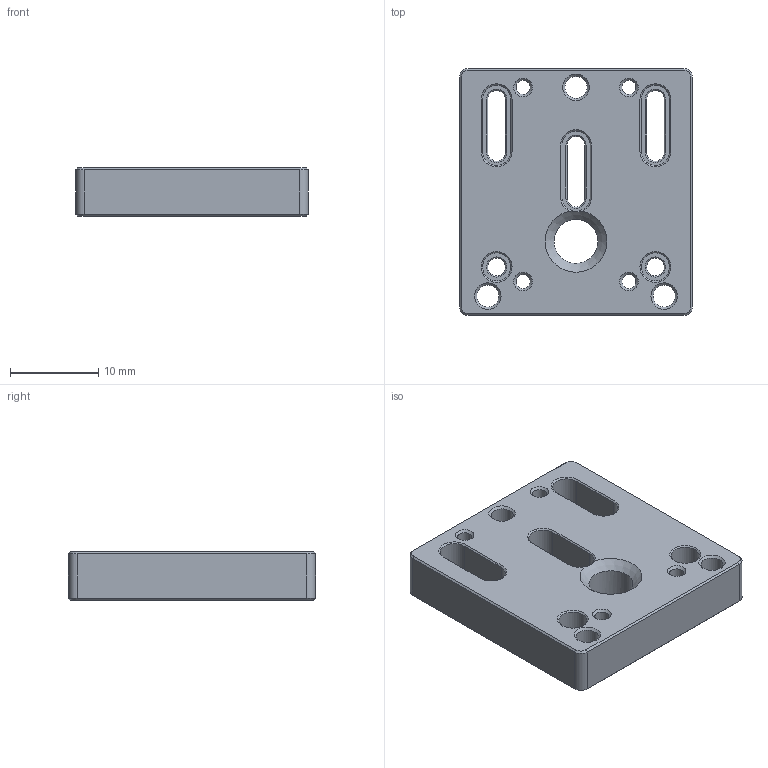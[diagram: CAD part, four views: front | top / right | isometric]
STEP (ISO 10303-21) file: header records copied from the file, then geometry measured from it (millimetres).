
FILE_DESCRIPTION(/* description */ (''),/* implementation_level */ '2;1');
FILE_NAME(/* name */ 'DRW-MECH-MQ-BRACKET-T-A.stp',/* time_stamp */ '2016-03-05T11:21:24+01:00',/* author */ (''),/* organization */ (''),/* preprocessor_version */ 'ST-DEVELOPER v15',/* originating_system */ 'SIEMENS PLM Software NX 8.5',/* authorisation */ '');
FILE_SCHEMA (('AUTOMOTIVE_DESIGN { 1 0 10303 214 3 1 1 1 }'));
Length unit declared in the file: millimetre
Products named in the file (1): MECH-MQ-BRACKET-T-A
Bounding box: 26.4 x 28 x 5.5 mm (x, y, z)
Volume: 3357.7 mm3; surface area: 2567 mm2
Topology: 1 solids, 1 shells, 125 faces, 285 edges, 166 vertices
Faces by surface type: plane 49, cone 48, cylinder 28
Full cylindrical faces by diameter (mm): 1.6 x4, 2 x2, 2.5 x3, 3.2 x2, 5 x1
Entity records: 3331 total; most frequent: DIRECTION 604, CARTESIAN_POINT 543, ORIENTED_EDGE 496, EDGE_CURVE 248, AXIS2_PLACEMENT_3D 231, EDGE_LOOP 189, VERTEX_POINT 163, LINE 142
